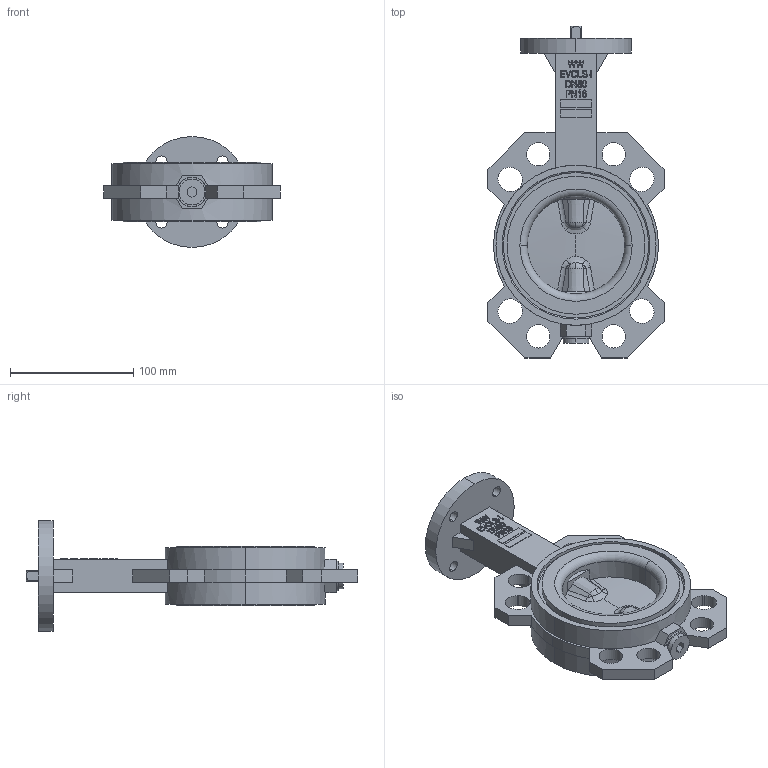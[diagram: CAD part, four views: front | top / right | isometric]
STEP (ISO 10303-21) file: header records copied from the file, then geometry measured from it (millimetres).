
FILE_DESCRIPTION (( 'STEP AP214' ), '1' );
FILE_NAME ('EVCLS-i DN80 PN16 F07-L9.STEP', '2024-04-24T13:56:48', ( '' ), ( '' ), 'SwSTEP 2.0', 'SolidWorks 2015', '' );
FILE_SCHEMA (( 'AUTOMOTIVE_DESIGN' ));
Length unit declared in the file: millimetre
Products named in the file (1): EVCLS-i DN80 PN16 F07-L9
Bounding box: 143 x 269.5 x 90 mm (x, y, z)
Volume: 637761.9 mm3; surface area: 107739.6 mm2
Topology: 1 solids, 1 shells, 454 faces, 1203 edges, 789 vertices
Faces by surface type: plane 244, bspline 97, cylinder 76, torus 24, cone 9, sphere 4
Entity records: 23699 total; most frequent: CARTESIAN_POINT 8636, ORIENTED_EDGE 2406, DIRECTION 1902, EDGE_CURVE 1203, VERTEX_POINT 789, VECTOR 726, LINE 726, AXIS2_PLACEMENT_3D 588
